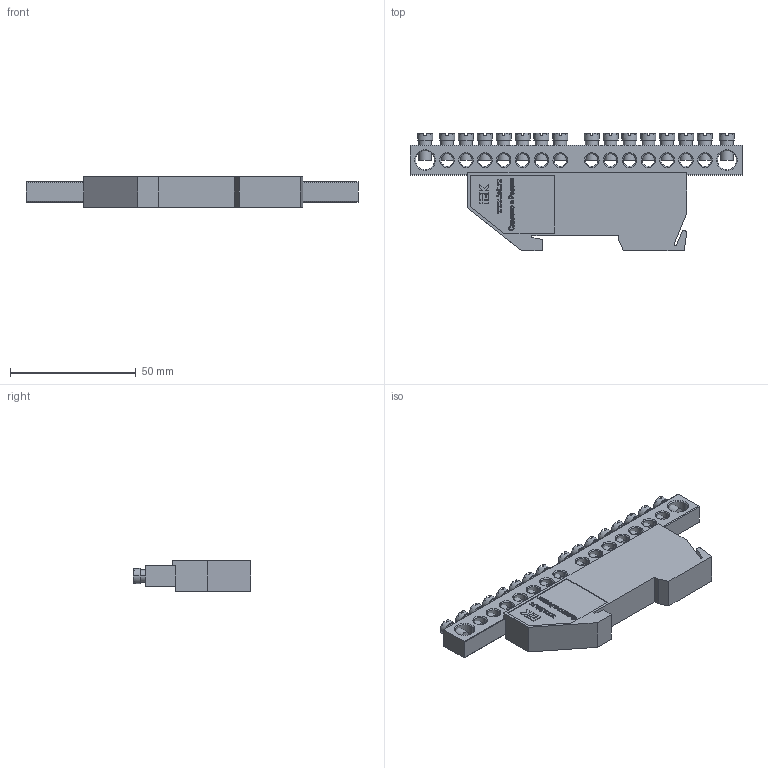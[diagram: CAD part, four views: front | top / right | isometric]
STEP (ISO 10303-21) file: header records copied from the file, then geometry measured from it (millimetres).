
FILE_DESCRIPTION (( 'STEP AP214' ), '1' );
FILE_NAME ('YNN10-812-16D-K05 Øèíà ÐÅ çåìëÿ íà DIN-èçîë ØÍÈ-8õ12-16-Ä-Æ ÈÝÊ.STEP', '2016-08-18T13:14:12', ( 'user' ), ( '' ), 'SwSTEP 2.0', 'SolidWorks 2014', '' );
FILE_SCHEMA (( 'AUTOMOTIVE_DESIGN' ));
Length unit declared in the file: millimetre
Products named in the file (4): Èçîëÿòîð DIN æ¸ëòûé_€ƒˆ… 701.001.003; YNN10-812-16D-K05 Øèíà ÐÅ çåìëÿ íà DIN-èçîë ØÍÈ-8õ12-16-Ä-Æ ÈÝÊ; Âèíò_Œ5; Øèíà ÂõÍ n-1_8å12 16-1
Assembly tree (18 placements, depth 2):
  YNN10-812-16D-K05 Øèíà ÐÅ çåìëÿ íà DIN-èçîë ØÍÈ-8õ12-16-Ä-Æ ÈÝÊ
    Èçîëÿòîð DIN æ¸ëòûé_€ƒˆ… 701.001.003
    Øèíà ÂõÍ n-1_8å12 16-1
    Âèíò_Œ5  x16
Bounding box: 132 x 46.7 x 12 mm (x, y, z)
Volume: 38844.9 mm3; surface area: 18807.7 mm2
Topology: 18 solids, 18 shells, 1193 faces, 3155 edges, 2054 vertices
Faces by surface type: plane 820, cylinder 133, cone 132, bspline 108
Entity records: 29188 total; most frequent: CARTESIAN_POINT 10434, ORIENTED_EDGE 3066, DIRECTION 2521, EDGE_CURVE 1533, VECTOR 1025, LINE 1025, VERTEX_POINT 989, AXIS2_PLACEMENT_3D 748
